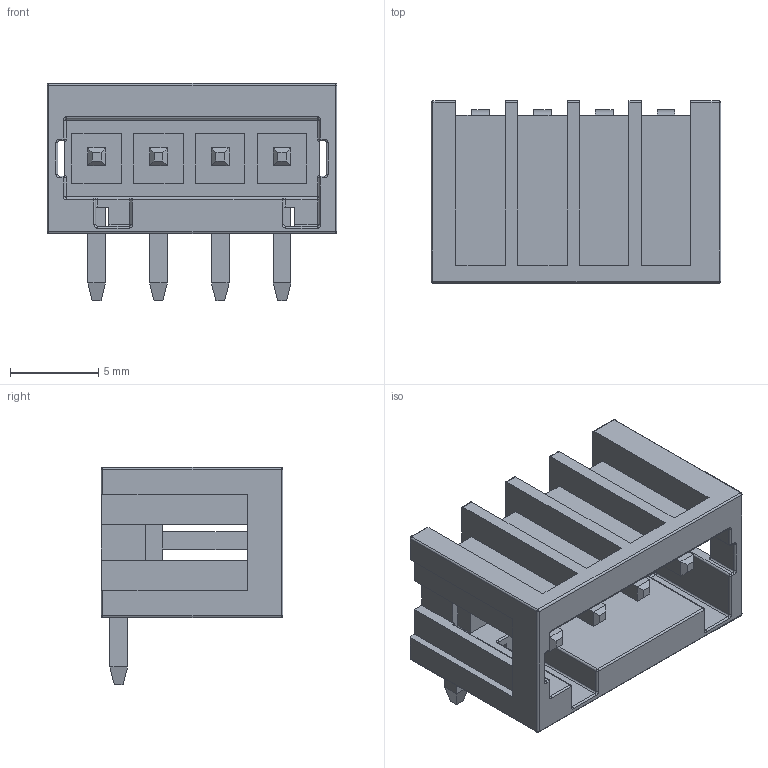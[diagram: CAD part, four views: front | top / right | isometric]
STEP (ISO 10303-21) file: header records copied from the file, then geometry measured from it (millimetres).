
FILE_DESCRIPTION(/* description */ ('model of Wago_734-164_1x04_P3.50mm_Horizontal'),/* implementation_level */ '2;1');
FILE_NAME(/* name */ 'Wago_734-164_1x04_P3.50mm_Horizontal.step',/* time_stamp */ '2020-11-11T11:49:08',/* author */ ('kicad StepUp','ksu'),/* organization */ ('FreeCAD'),/* preprocessor_version */ 'OCC',/* originating_system */ 'kicad StepUp',/* authorisation */ '');
FILE_SCHEMA(('AUTOMOTIVE_DESIGN { 1 0 10303 214 1 1 1 1 }'));
Length unit declared in the file: millimetre
Products named in the file (1): Wago_734_164_1x04_P350mm_Horizontal
Bounding box: 16.4 x 10.3 x 12.3 mm (x, y, z)
Volume: 611.3 mm3; surface area: 1538.3 mm2
Topology: 1 solids, 1 shells, 295 faces, 768 edges, 455 vertices
Faces by surface type: plane 178, cylinder 77, sphere 21, torus 19
Entity records: 10936 total; most frequent: CARTESIAN_POINT 1674, DIRECTION 1504, ORIENTED_EDGE 1494, EDGE_CURVE 747, LINE 566, VECTOR 566, AXIS2_PLACEMENT_3D 469, VERTEX_POINT 455
